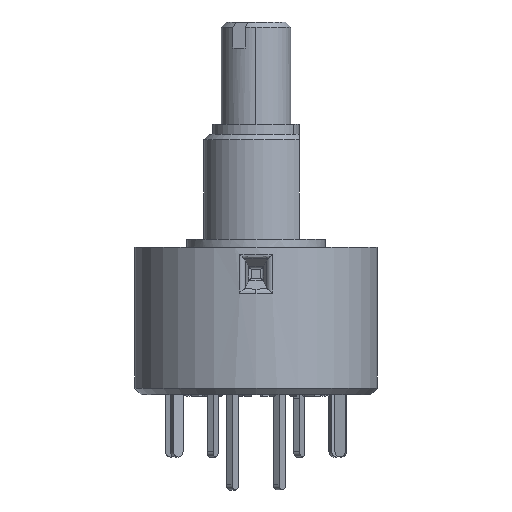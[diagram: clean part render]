
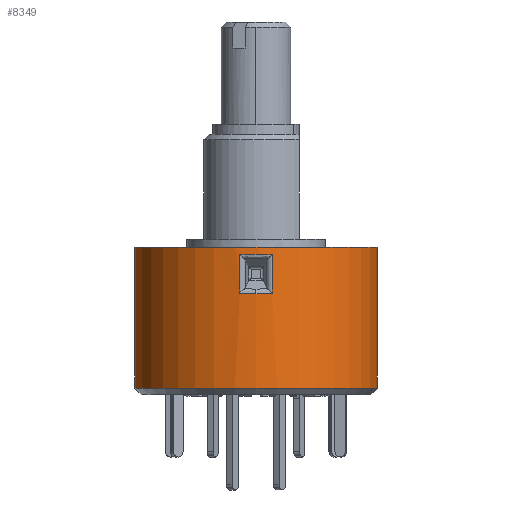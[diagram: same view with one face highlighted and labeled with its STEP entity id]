
A CAD part, left-side view. The second image highlights one B-rep face of the part: STEP entity #8349.
In plain terms, the highlighted cylindrical face has radius 7 mm (diameter 14 mm), a partial arc.
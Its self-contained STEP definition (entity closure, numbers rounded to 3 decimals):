
#619 = CARTESIAN_POINT ( 'NONE',  ( -6.937, 0.938, -0.45 ) ) ;
#808 = ORIENTED_EDGE ( 'NONE', *, *, #2584, .T. ) ;
#1132 = EDGE_LOOP ( 'NONE', ( #3575, #11527, #8991, #13949 ) ) ;
#1561 = EDGE_CURVE ( 'NONE', #4569, #1721, #4749, .T. ) ;
#1721 = VERTEX_POINT ( 'NONE', #3032 ) ;
#1726 = CIRCLE ( 'NONE', #14855, 7. ) ;
#1898 = VECTOR ( 'NONE', #11868, 1000. ) ;
#2030 = CARTESIAN_POINT ( 'NONE',  ( -6.937, -0.938, -3.094 ) ) ;
#2282 =( BOUNDED_CURVE ( )  B_SPLINE_CURVE ( 3, ( #11502, #15155, #10129, #13837 ),
 .UNSPECIFIED., .F., .T. ) 
 B_SPLINE_CURVE_WITH_KNOTS ( ( 4, 4 ),
 ( 0., 0.134 ),
 .UNSPECIFIED. ) 
 CURVE ( )  GEOMETRIC_REPRESENTATION_ITEM ( )  RATIONAL_B_SPLINE_CURVE ( ( 1., 0.998, 0.998, 1. ) ) 
 REPRESENTATION_ITEM ( '' )  );
#2452 = LINE ( 'NONE', #10390, #15045 ) ;
#2584 = EDGE_CURVE ( 'NONE', #6549, #4569, #14747, .T. ) ;
#2678 = EDGE_CURVE ( 'NONE', #5713, #5494, #1726, .T. ) ;
#2836 = CARTESIAN_POINT ( 'NONE',  ( -6.937, -0.938, -0.45 ) ) ;
#2979 = CARTESIAN_POINT ( 'NONE',  ( 0., -7., -8.574 ) ) ;
#3032 = CARTESIAN_POINT ( 'NONE',  ( -7., 0., -3.129 ) ) ;
#3158 = DIRECTION ( 'NONE',  ( 0., 1., 0. ) ) ;
#3409 = ORIENTED_EDGE ( 'NONE', *, *, #1561, .T. ) ;
#3520 = VERTEX_POINT ( 'NONE', #15704 ) ;
#3575 = ORIENTED_EDGE ( 'NONE', *, *, #14461, .F. ) ;
#3757 = EDGE_CURVE ( 'NONE', #7960, #4369, #6171, .T. ) ;
#4069 = CARTESIAN_POINT ( 'NONE',  ( -7.021, 0.315, -0.841 ) ) ;
#4233 = DIRECTION ( 'NONE',  ( 0., 0., -1. ) ) ;
#4369 = VERTEX_POINT ( 'NONE', #6415 ) ;
#4521 = EDGE_CURVE ( 'NONE', #4369, #6549, #8910, .T. ) ;
#4569 = VERTEX_POINT ( 'NONE', #8072 ) ;
#4749 =( BOUNDED_CURVE ( )  B_SPLINE_CURVE ( 3, ( #2030, #6807, #15387, #6971 ),
 .UNSPECIFIED., .F., .F. ) 
 B_SPLINE_CURVE_WITH_KNOTS ( ( 4, 4 ),
 ( 6.149, 6.283 ),
 .UNSPECIFIED. ) 
 CURVE ( )  GEOMETRIC_REPRESENTATION_ITEM ( )  RATIONAL_B_SPLINE_CURVE ( ( 1., 0.998, 0.998, 1. ) ) 
 REPRESENTATION_ITEM ( '' )  );
#4758 = ORIENTED_EDGE ( 'NONE', *, *, #4521, .T. ) ;
#5039 = VECTOR ( 'NONE', #9379, 1000. ) ;
#5153 = LINE ( 'NONE', #5918, #1898 ) ;
#5170 = CYLINDRICAL_SURFACE ( 'NONE', #13384, 7. ) ;
#5216 = DIRECTION ( 'NONE',  ( 0., 0., 1. ) ) ;
#5494 = VERTEX_POINT ( 'NONE', #2979 ) ;
#5572 = DIRECTION ( 'NONE',  ( 0., -1., 0. ) ) ;
#5713 = VERTEX_POINT ( 'NONE', #11552 ) ;
#5918 = CARTESIAN_POINT ( 'NONE',  ( 0., -7., -0.45 ) ) ;
#5999 = EDGE_CURVE ( 'NONE', #3520, #10310, #14830, .T. ) ;
#6171 = LINE ( 'NONE', #619, #5039 ) ;
#6381 = DIRECTION ( 'NONE',  ( 0., -1., 0. ) ) ;
#6415 = CARTESIAN_POINT ( 'NONE',  ( -6.937, 0.938, -0.888 ) ) ;
#6549 = VERTEX_POINT ( 'NONE', #11938 ) ;
#6752 = DIRECTION ( 'NONE',  ( 0., 0., -1. ) ) ;
#6807 = CARTESIAN_POINT ( 'NONE',  ( -6.979, -0.627, -3.117 ) ) ;
#6874 = CARTESIAN_POINT ( 'NONE',  ( -6.937, 0.938, -3.094 ) ) ;
#6971 = CARTESIAN_POINT ( 'NONE',  ( -7., 0., -3.129 ) ) ;
#7155 = ORIENTED_EDGE ( 'NONE', *, *, #3757, .T. ) ;
#7636 = FACE_BOUND ( 'NONE', #14168, .T. ) ;
#7960 = VERTEX_POINT ( 'NONE', #6874 ) ;
#8072 = CARTESIAN_POINT ( 'NONE',  ( -6.937, -0.938, -3.094 ) ) ;
#8255 = VECTOR ( 'NONE', #6752, 1000. ) ;
#8349 = ADVANCED_FACE ( 'NONE', ( #14353, #7636 ), #5170, .T. ) ;
#8910 =( BOUNDED_CURVE ( )  B_SPLINE_CURVE ( 3, ( #11353, #4069, #9032, #12722 ),
 .UNSPECIFIED., .F., .F. ) 
 B_SPLINE_CURVE_WITH_KNOTS ( ( 4, 4 ),
 ( 3.007, 3.276 ),
 .UNSPECIFIED. ) 
 CURVE ( )  GEOMETRIC_REPRESENTATION_ITEM ( )  RATIONAL_B_SPLINE_CURVE ( ( 1., 0.994, 0.994, 1. ) ) 
 REPRESENTATION_ITEM ( '' )  );
#8991 = ORIENTED_EDGE ( 'NONE', *, *, #15733, .T. ) ;
#9031 = CARTESIAN_POINT ( 'NONE',  ( 0., 0., -0.45 ) ) ;
#9032 = CARTESIAN_POINT ( 'NONE',  ( -7.021, -0.315, -0.841 ) ) ;
#9379 = DIRECTION ( 'NONE',  ( 0., 0., 1. ) ) ;
#9598 = EDGE_CURVE ( 'NONE', #1721, #7960, #2282, .T. ) ;
#10129 = CARTESIAN_POINT ( 'NONE',  ( -6.979, 0.627, -3.117 ) ) ;
#10310 = VERTEX_POINT ( 'NONE', #14962 ) ;
#10390 = CARTESIAN_POINT ( 'NONE',  ( 0., 7., -0.45 ) ) ;
#11316 = CARTESIAN_POINT ( 'NONE',  ( 0., 0., -0.45 ) ) ;
#11353 = CARTESIAN_POINT ( 'NONE',  ( -6.937, 0.938, -0.888 ) ) ;
#11502 = CARTESIAN_POINT ( 'NONE',  ( -7., 0., -3.129 ) ) ;
#11527 = ORIENTED_EDGE ( 'NONE', *, *, #5999, .F. ) ;
#11552 = CARTESIAN_POINT ( 'NONE',  ( 0., 7., -8.574 ) ) ;
#11678 = DIRECTION ( 'NONE',  ( 0., 0., 1. ) ) ;
#11728 = CARTESIAN_POINT ( 'NONE',  ( 0., 0., -8.574 ) ) ;
#11868 = DIRECTION ( 'NONE',  ( 0., 0., -1. ) ) ;
#11938 = CARTESIAN_POINT ( 'NONE',  ( -6.937, -0.938, -0.888 ) ) ;
#12171 = AXIS2_PLACEMENT_3D ( 'NONE', #11316, #5216, #6381 ) ;
#12722 = CARTESIAN_POINT ( 'NONE',  ( -6.937, -0.938, -0.888 ) ) ;
#12917 = DIRECTION ( 'NONE',  ( 0., 0., -1. ) ) ;
#13384 = AXIS2_PLACEMENT_3D ( 'NONE', #9031, #4233, #3158 ) ;
#13837 = CARTESIAN_POINT ( 'NONE',  ( -6.937, 0.938, -3.094 ) ) ;
#13949 = ORIENTED_EDGE ( 'NONE', *, *, #2678, .T. ) ;
#14020 = ORIENTED_EDGE ( 'NONE', *, *, #9598, .T. ) ;
#14168 = EDGE_LOOP ( 'NONE', ( #3409, #14020, #7155, #4758, #808 ) ) ;
#14353 = FACE_OUTER_BOUND ( 'NONE', #1132, .T. ) ;
#14461 = EDGE_CURVE ( 'NONE', #10310, #5494, #5153, .T. ) ;
#14747 = LINE ( 'NONE', #2836, #8255 ) ;
#14830 = CIRCLE ( 'NONE', #12171, 7. ) ;
#14855 = AXIS2_PLACEMENT_3D ( 'NONE', #11728, #11678, #5572 ) ;
#14962 = CARTESIAN_POINT ( 'NONE',  ( 0., -7., -0.45 ) ) ;
#15045 = VECTOR ( 'NONE', #12917, 1000. ) ;
#15155 = CARTESIAN_POINT ( 'NONE',  ( -7., 0.314, -3.129 ) ) ;
#15387 = CARTESIAN_POINT ( 'NONE',  ( -7., -0.314, -3.129 ) ) ;
#15704 = CARTESIAN_POINT ( 'NONE',  ( 0., 7., -0.45 ) ) ;
#15733 = EDGE_CURVE ( 'NONE', #3520, #5713, #2452, .T. ) ;
